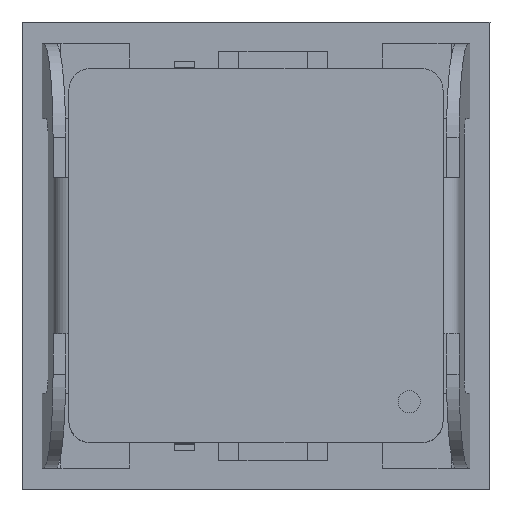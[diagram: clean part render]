
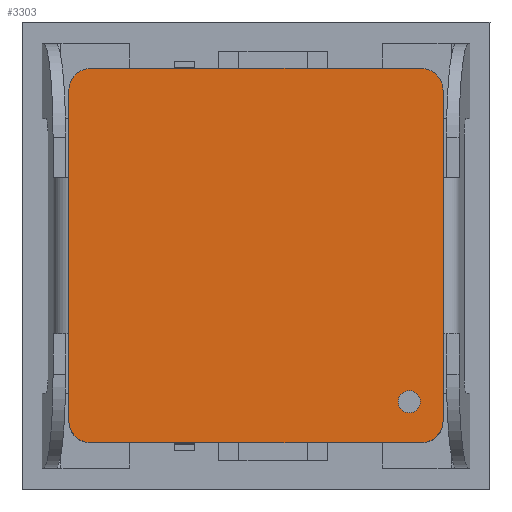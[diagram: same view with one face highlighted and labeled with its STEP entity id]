
A CAD part, top view. The second image highlights one B-rep face of the part: STEP entity #3303.
In plain terms, the highlighted planar face has unit normal (0, 0, 1).
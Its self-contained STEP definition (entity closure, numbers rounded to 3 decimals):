
#3004=DIRECTION('',(0.,1.,0.));
#3005=VECTOR('',#3004,5.3);
#3006=CARTESIAN_POINT('',(3.,-2.65,0.5));
#3007=LINE('',#3006,#3005);
#3011=CARTESIAN_POINT('',(2.65,-2.65,0.5));
#3012=DIRECTION('',(0.,0.,1.));
#3013=DIRECTION('',(0.,-1.,0.));
#3014=AXIS2_PLACEMENT_3D('',#3011,#3012,#3013);
#3019=DIRECTION('',(1.,0.,0.));
#3020=VECTOR('',#3019,5.3);
#3021=CARTESIAN_POINT('',(-2.65,-3.,0.5));
#3022=LINE('',#3021,#3020);
#3026=CARTESIAN_POINT('',(-2.65,-2.65,0.5));
#3027=DIRECTION('',(0.,0.,1.));
#3028=DIRECTION('',(-1.,0.,0.));
#3029=AXIS2_PLACEMENT_3D('',#3026,#3027,#3028);
#3034=DIRECTION('',(0.,-1.,0.));
#3035=VECTOR('',#3034,5.3);
#3036=CARTESIAN_POINT('',(-3.,2.65,0.5));
#3037=LINE('',#3036,#3035);
#3041=CARTESIAN_POINT('',(-2.65,2.65,0.5));
#3042=DIRECTION('',(0.,0.,1.));
#3043=DIRECTION('',(0.,1.,0.));
#3044=AXIS2_PLACEMENT_3D('',#3041,#3042,#3043);
#3049=DIRECTION('',(-1.,0.,0.));
#3050=VECTOR('',#3049,5.3);
#3051=CARTESIAN_POINT('',(2.65,3.,0.5));
#3052=LINE('',#3051,#3050);
#3056=CARTESIAN_POINT('',(2.65,2.65,0.5));
#3057=DIRECTION('',(0.,0.,1.));
#3058=DIRECTION('',(1.,0.,0.));
#3059=AXIS2_PLACEMENT_3D('',#3056,#3057,#3058);
#3064=CARTESIAN_POINT('',(-2.458,2.341,0.5));
#3065=DIRECTION('',(0.,0.,-1.));
#3066=DIRECTION('',(1.,0.,0.));
#3067=AXIS2_PLACEMENT_3D('',#3064,#3065,#3066);
#3072=CARTESIAN_POINT('',(-2.458,2.341,0.5));
#3073=DIRECTION('',(0.,0.,-1.));
#3074=DIRECTION('',(-1.,0.,0.));
#3075=AXIS2_PLACEMENT_3D('',#3072,#3073,#3074);
#3200=CARTESIAN_POINT('',(-2.635,2.341,0.5));
#3201=VERTEX_POINT('',#3200);
#3202=CARTESIAN_POINT('',(-2.282,2.341,0.5));
#3203=VERTEX_POINT('',#3202);
#3204=CARTESIAN_POINT('',(3.,-2.65,0.5));
#3205=CARTESIAN_POINT('',(3.,2.65,0.5));
#3206=VERTEX_POINT('',#3204);
#3207=VERTEX_POINT('',#3205);
#3212=CARTESIAN_POINT('',(2.65,-3.,0.5));
#3213=VERTEX_POINT('',#3212);
#3216=CARTESIAN_POINT('',(-2.65,-3.,0.5));
#3217=VERTEX_POINT('',#3216);
#3220=CARTESIAN_POINT('',(-3.,-2.65,0.5));
#3221=VERTEX_POINT('',#3220);
#3224=CARTESIAN_POINT('',(-3.,2.65,0.5));
#3225=VERTEX_POINT('',#3224);
#3228=CARTESIAN_POINT('',(-2.65,3.,0.5));
#3229=VERTEX_POINT('',#3228);
#3232=CARTESIAN_POINT('',(2.65,3.,0.5));
#3233=VERTEX_POINT('',#3232);
#3276=CARTESIAN_POINT('',(0.,0.,0.5));
#3277=DIRECTION('',(0.,0.,1.));
#3278=DIRECTION('',(1.,0.,0.));
#3279=AXIS2_PLACEMENT_3D('',#3276,#3277,#3278);
#3280=PLANE('',#3279);
#3282=ORIENTED_EDGE('',*,*,#3281,.F.);
#3284=ORIENTED_EDGE('',*,*,#3283,.F.);
#3286=ORIENTED_EDGE('',*,*,#3285,.F.);
#3288=ORIENTED_EDGE('',*,*,#3287,.F.);
#3290=ORIENTED_EDGE('',*,*,#3289,.F.);
#3292=ORIENTED_EDGE('',*,*,#3291,.F.);
#3294=ORIENTED_EDGE('',*,*,#3293,.F.);
#3296=ORIENTED_EDGE('',*,*,#3295,.F.);
#3297=EDGE_LOOP('',(#3282,#3284,#3286,#3288,#3290,#3292,#3294,#3296));
#3298=FACE_OUTER_BOUND('',#3297,.F.);
#3299=ORIENTED_EDGE('',*,*,#3268,.F.);
#3300=ORIENTED_EDGE('',*,*,#3245,.F.);
#3301=EDGE_LOOP('',(#3299,#3300));
#3302=FACE_BOUND('',#3301,.F.);
#3015=CIRCLE('',#3014,0.35);
#3030=CIRCLE('',#3029,0.35);
#3045=CIRCLE('',#3044,0.35);
#3060=CIRCLE('',#3059,0.35);
#3068=CIRCLE('',#3067,0.177);
#3076=CIRCLE('',#3075,0.177);
#3245=EDGE_CURVE('',#3201,#3203,#3076,.T.);
#3268=EDGE_CURVE('',#3203,#3201,#3068,.T.);
#3281=EDGE_CURVE('',#3206,#3207,#3007,.T.);
#3283=EDGE_CURVE('',#3213,#3206,#3015,.T.);
#3285=EDGE_CURVE('',#3217,#3213,#3022,.T.);
#3287=EDGE_CURVE('',#3221,#3217,#3030,.T.);
#3289=EDGE_CURVE('',#3225,#3221,#3037,.T.);
#3291=EDGE_CURVE('',#3229,#3225,#3045,.T.);
#3293=EDGE_CURVE('',#3233,#3229,#3052,.T.);
#3295=EDGE_CURVE('',#3207,#3233,#3060,.T.);
#3303=ADVANCED_FACE('',(#3298,#3302),#3280,.T.);
